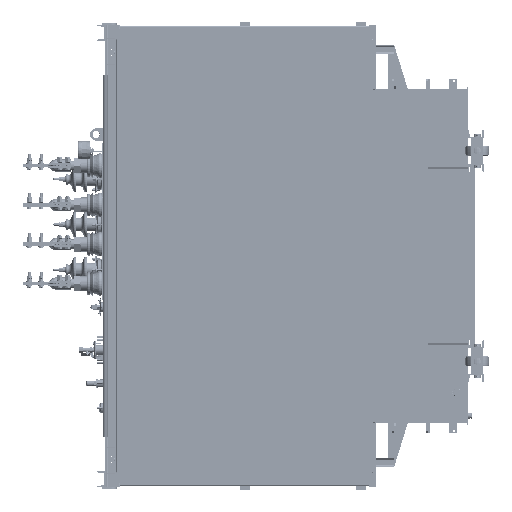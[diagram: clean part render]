
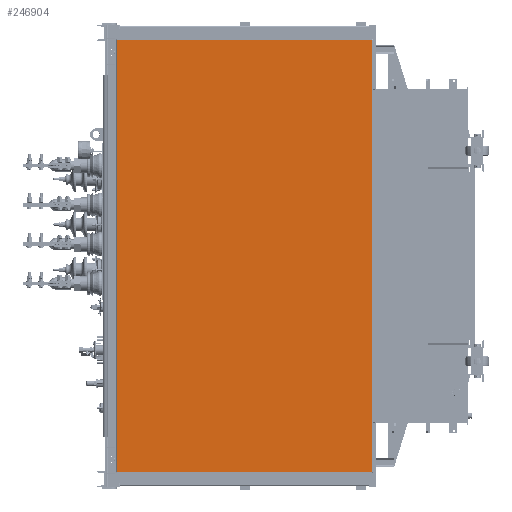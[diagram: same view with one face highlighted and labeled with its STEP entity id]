
A CAD part, left-side view. The second image highlights one B-rep face of the part: STEP entity #246904.
In plain terms, the highlighted planar face has unit normal (1, 0, 0).
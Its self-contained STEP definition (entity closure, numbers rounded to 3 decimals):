
#25549=LINE('',#492102,#42779);
#25550=LINE('',#492106,#42780);
#25551=LINE('',#492108,#42781);
#25552=LINE('',#492109,#42782);
#42779=VECTOR('',#331453,130.);
#42780=VECTOR('',#331458,219.78);
#42781=VECTOR('',#331459,130.);
#42782=VECTOR('',#331460,219.78);
#50015=PLANE('',#269451);
#67570=FACE_OUTER_BOUND('',#85132,.T.);
#85132=EDGE_LOOP('',(#216624,#216625,#216626,#216627));
#117800=VERTEX_POINT('',#492099);
#117801=VERTEX_POINT('',#492101);
#117802=VERTEX_POINT('',#492105);
#117803=VERTEX_POINT('',#492107);
#150721=EDGE_CURVE('',#117800,#117801,#25549,.T.);
#150723=EDGE_CURVE('',#117802,#117800,#25550,.T.);
#150724=EDGE_CURVE('',#117802,#117803,#25551,.T.);
#150725=EDGE_CURVE('',#117803,#117801,#25552,.T.);
#216624=ORIENTED_EDGE('',*,*,#150723,.F.);
#216625=ORIENTED_EDGE('',*,*,#150724,.T.);
#216626=ORIENTED_EDGE('',*,*,#150725,.T.);
#216627=ORIENTED_EDGE('',*,*,#150721,.F.);
#246904=ADVANCED_FACE('',(#67570),#50015,.F.);
#269451=AXIS2_PLACEMENT_3D('',#492104,#331456,#331457);
#331453=DIRECTION('',(0.,-1.,0.));
#331456=DIRECTION('center_axis',(-1.,0.,0.));
#331457=DIRECTION('ref_axis',(0.,0.,-1.));
#331458=DIRECTION('',(0.,0.,-1.));
#331459=DIRECTION('',(0.,-1.,0.));
#331460=DIRECTION('',(0.,0.,-1.));
#492099=CARTESIAN_POINT('',(-65.7,178.,-109.89));
#492101=CARTESIAN_POINT('',(-65.7,48.,-109.89));
#492102=CARTESIAN_POINT('',(-65.7,178.,-109.89));
#492104=CARTESIAN_POINT('Origin',(-65.7,178.,109.89));
#492105=CARTESIAN_POINT('',(-65.7,178.,109.89));
#492106=CARTESIAN_POINT('',(-65.7,178.,109.89));
#492107=CARTESIAN_POINT('',(-65.7,48.,109.89));
#492108=CARTESIAN_POINT('',(-65.7,178.,109.89));
#492109=CARTESIAN_POINT('',(-65.7,48.,109.89));
